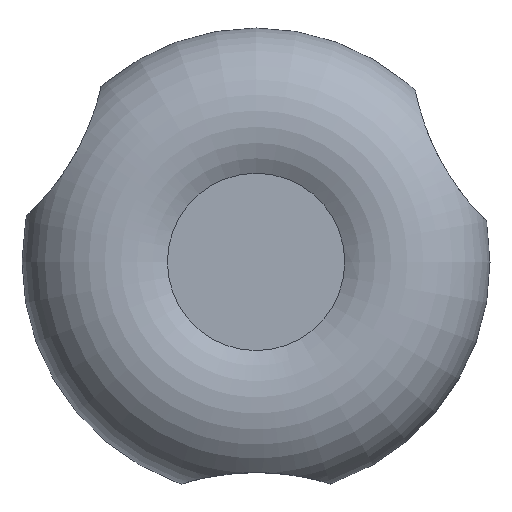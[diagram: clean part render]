
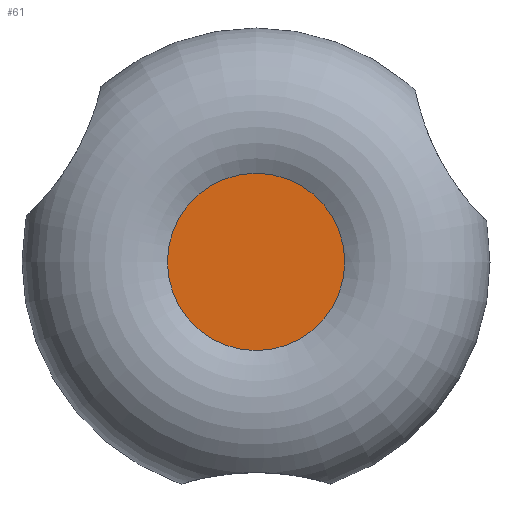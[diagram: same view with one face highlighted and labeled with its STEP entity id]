
A CAD part, top view. The second image highlights one B-rep face of the part: STEP entity #61.
In plain terms, the highlighted planar face has unit normal (0, 0, 1).
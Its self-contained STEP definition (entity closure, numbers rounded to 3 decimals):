
#61 = ADVANCED_FACE( '', ( #147 ), #148, .F. );
#147 = FACE_OUTER_BOUND( '', #269, .T. );
#148 = PLANE( '', #270 );
#269 = EDGE_LOOP( '', ( #392 ) );
#270 = AXIS2_PLACEMENT_3D( '', #393, #394, #395 );
#392 = ORIENTED_EDGE( '', *, *, #644, .T. );
#393 = CARTESIAN_POINT( '', ( 0., 5.683, 21. ) );
#394 = DIRECTION( '', ( 0., 0., -1. ) );
#395 = DIRECTION( '', ( -1., 0., 0. ) );
#644 = EDGE_CURVE( '', #746, #746, #747, .T. );
#746 = VERTEX_POINT( '', #931 );
#747 = CIRCLE( '', #932, 5.683 );
#931 = CARTESIAN_POINT( '', ( 5.683, 0., 21. ) );
#932 = AXIS2_PLACEMENT_3D( '', #1507, #1508, #1509 );
#1507 = CARTESIAN_POINT( '', ( 0., 0., 21. ) );
#1508 = DIRECTION( '', ( 0., 0., 1. ) );
#1509 = DIRECTION( '', ( 1., 0., 0. ) );
